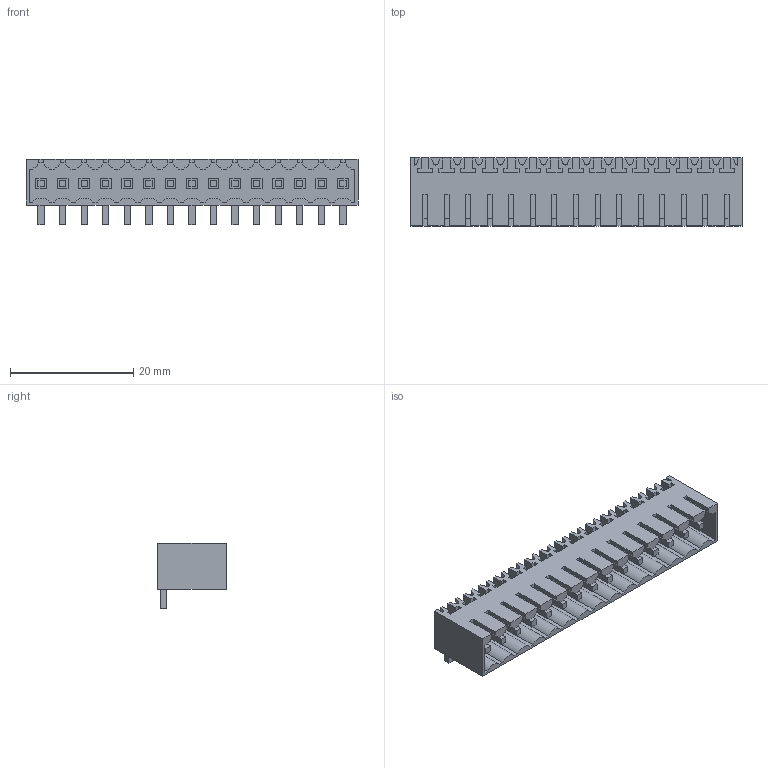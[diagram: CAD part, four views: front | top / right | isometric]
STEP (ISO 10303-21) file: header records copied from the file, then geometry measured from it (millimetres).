
FILE_DESCRIPTION(('CATIA V5 STEP Exchange','CAx-IF Rec.Pracs.--- Model Styling and Organization---1.2---2011-12-15'),'2;1');
FILE_NAME ('D1453229_0_1605200000_1605200000.stp','2018-03-06T11:52:06+00:00',('none'),('Weidmueller'),'CATIA Version 5-6 Release 2014','CATIA V5 STEP AP214','none');
FILE_SCHEMA(('AUTOMOTIVE_DESIGN { 1 0 10303 214 1 1 1 1 }'));
Length unit declared in the file: millimetre
Products named in the file (1): 1605200000
Bounding box: 53.9 x 11.05 x 10.65 mm (x, y, z)
Volume: 1951.7 mm3; surface area: 5342.1 mm2
Topology: 16 solids, 16 shells, 854 faces, 2618 edges, 1796 vertices
Faces by surface type: plane 793, cylinder 61
Entity records: 26792 total; most frequent: ORIENTED_EDGE 5236, CARTESIAN_POINT 4849, DIRECTION 3486, EDGE_CURVE 2618, VECTOR 2468, LINE 2468, VERTEX_POINT 1796, EDGE_LOOP 884
